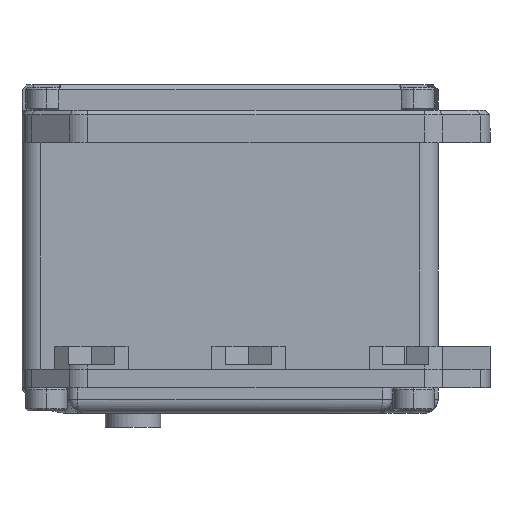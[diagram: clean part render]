
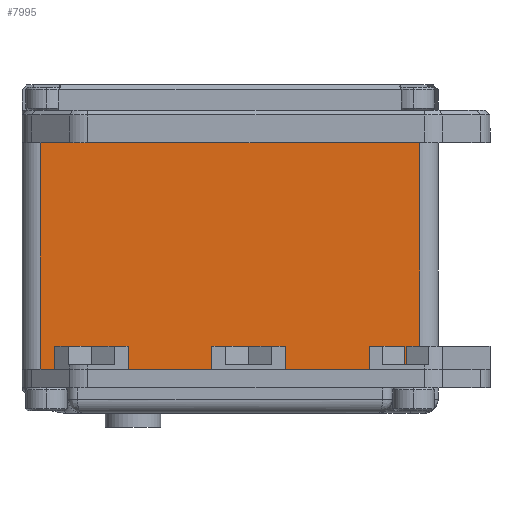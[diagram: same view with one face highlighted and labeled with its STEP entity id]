
A CAD part, left-side view. The second image highlights one B-rep face of the part: STEP entity #7995.
In plain terms, the highlighted planar face has unit normal (-1, 0, 0).
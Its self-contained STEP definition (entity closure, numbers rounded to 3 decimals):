
#386=PLANE('',#8715);
#1268=FACE_OUTER_BOUND('',#1770,.T.);
#1770=EDGE_LOOP('',(#7495,#7496,#7497,#7498,#7499,#7500,#7501,#7502,#7503,
#7504,#7505,#7506,#7507,#7508,#7509,#7510,#7511,#7512,#7513,#7514,#7515,
#7516));
#2183=LINE('',#24465,#2844);
#2192=LINE('',#24486,#2853);
#2197=LINE('',#24497,#2858);
#2202=LINE('',#24508,#2863);
#2207=LINE('',#24519,#2868);
#2212=LINE('',#24530,#2873);
#2239=LINE('',#24589,#2900);
#2266=LINE('',#24653,#2927);
#2270=LINE('',#24661,#2931);
#2307=LINE('',#24753,#2968);
#2313=LINE('',#24764,#2974);
#2376=LINE('',#24902,#3037);
#2389=LINE('',#24929,#3050);
#2390=LINE('',#24931,#3051);
#2392=LINE('',#24934,#3053);
#2415=LINE('',#24986,#3076);
#2416=LINE('',#24988,#3077);
#2418=LINE('',#24992,#3079);
#2419=LINE('',#24994,#3080);
#2428=LINE('',#25016,#3089);
#2433=LINE('',#25037,#3094);
#2434=LINE('',#25038,#3095);
#2844=VECTOR('',#10152,10.);
#2853=VECTOR('',#10165,10.);
#2858=VECTOR('',#10172,10.);
#2863=VECTOR('',#10179,10.);
#2868=VECTOR('',#10186,10.);
#2873=VECTOR('',#10193,10.);
#2900=VECTOR('',#10230,1.525);
#2927=VECTOR('',#10267,10.);
#2931=VECTOR('',#10271,9.05);
#2968=VECTOR('',#10360,2.5);
#2974=VECTOR('',#10372,10.);
#3037=VECTOR('',#10519,10.);
#3050=VECTOR('',#10550,10.);
#3051=VECTOR('',#10553,10.);
#3053=VECTOR('',#10557,10.);
#3076=VECTOR('',#10624,2.5);
#3077=VECTOR('',#10627,2.5);
#3079=VECTOR('',#10633,10.);
#3080=VECTOR('',#10636,10.);
#3089=VECTOR('',#10659,1.4);
#3094=VECTOR('',#10684,22.);
#3095=VECTOR('',#10685,26.);
#3892=VERTEX_POINT('',#24462);
#3893=VERTEX_POINT('',#24464);
#3902=VERTEX_POINT('',#24484);
#3903=VERTEX_POINT('',#24485);
#3907=VERTEX_POINT('',#24495);
#3908=VERTEX_POINT('',#24496);
#3912=VERTEX_POINT('',#24506);
#3913=VERTEX_POINT('',#24507);
#3917=VERTEX_POINT('',#24517);
#3918=VERTEX_POINT('',#24518);
#3922=VERTEX_POINT('',#24528);
#3923=VERTEX_POINT('',#24529);
#3949=VERTEX_POINT('',#24586);
#3950=VERTEX_POINT('',#24588);
#3981=VERTEX_POINT('',#24650);
#3982=VERTEX_POINT('',#24652);
#3985=VERTEX_POINT('',#24658);
#3986=VERTEX_POINT('',#24660);
#4049=VERTEX_POINT('',#24900);
#4050=VERTEX_POINT('',#24901);
#4067=VERTEX_POINT('',#25013);
#4068=VERTEX_POINT('',#25015);
#4937=EDGE_CURVE('',#3893,#3892,#2183,.T.);
#4947=EDGE_CURVE('',#3902,#3903,#2192,.T.);
#4952=EDGE_CURVE('',#3907,#3908,#2197,.T.);
#4957=EDGE_CURVE('',#3912,#3913,#2202,.T.);
#4962=EDGE_CURVE('',#3917,#3918,#2207,.T.);
#4967=EDGE_CURVE('',#3922,#3923,#2212,.T.);
#4994=EDGE_CURVE('',#3950,#3949,#2239,.T.);
#5026=EDGE_CURVE('',#3981,#3982,#2266,.T.);
#5030=EDGE_CURVE('',#3986,#3985,#2270,.T.);
#5082=EDGE_CURVE('',#3985,#3912,#2307,.T.);
#5088=EDGE_CURVE('',#3902,#3981,#2313,.T.);
#5157=EDGE_CURVE('',#4049,#4050,#2376,.T.);
#5172=EDGE_CURVE('',#3893,#4049,#2389,.T.);
#5173=EDGE_CURVE('',#4050,#3903,#2390,.T.);
#5175=EDGE_CURVE('',#3982,#3908,#2392,.T.);
#5200=EDGE_CURVE('',#3986,#3918,#2415,.T.);
#5201=EDGE_CURVE('',#3949,#3922,#2416,.T.);
#5203=EDGE_CURVE('',#3923,#3917,#2418,.T.);
#5204=EDGE_CURVE('',#3913,#3907,#2419,.T.);
#5214=EDGE_CURVE('',#4068,#4067,#2428,.T.);
#5226=EDGE_CURVE('',#3892,#4068,#2433,.T.);
#5227=EDGE_CURVE('',#4067,#3950,#2434,.T.);
#7495=ORIENTED_EDGE('',*,*,#4967,.T.);
#7496=ORIENTED_EDGE('',*,*,#5203,.T.);
#7497=ORIENTED_EDGE('',*,*,#4962,.T.);
#7498=ORIENTED_EDGE('',*,*,#5200,.F.);
#7499=ORIENTED_EDGE('',*,*,#5030,.T.);
#7500=ORIENTED_EDGE('',*,*,#5082,.T.);
#7501=ORIENTED_EDGE('',*,*,#4957,.T.);
#7502=ORIENTED_EDGE('',*,*,#5204,.T.);
#7503=ORIENTED_EDGE('',*,*,#4952,.T.);
#7504=ORIENTED_EDGE('',*,*,#5175,.F.);
#7505=ORIENTED_EDGE('',*,*,#5026,.F.);
#7506=ORIENTED_EDGE('',*,*,#5088,.F.);
#7507=ORIENTED_EDGE('',*,*,#4947,.T.);
#7508=ORIENTED_EDGE('',*,*,#5173,.F.);
#7509=ORIENTED_EDGE('',*,*,#5157,.F.);
#7510=ORIENTED_EDGE('',*,*,#5172,.F.);
#7511=ORIENTED_EDGE('',*,*,#4937,.T.);
#7512=ORIENTED_EDGE('',*,*,#5226,.T.);
#7513=ORIENTED_EDGE('',*,*,#5214,.T.);
#7514=ORIENTED_EDGE('',*,*,#5227,.T.);
#7515=ORIENTED_EDGE('',*,*,#4994,.T.);
#7516=ORIENTED_EDGE('',*,*,#5201,.T.);
#7995=ADVANCED_FACE('',(#1268),#386,.T.);
#8715=AXIS2_PLACEMENT_3D('',#25036,#10682,#10683);
#10152=DIRECTION('',(0.,-1.,0.));
#10165=DIRECTION('',(0.,-1.,0.));
#10172=DIRECTION('',(0.,-1.,0.));
#10179=DIRECTION('',(0.,-1.,0.));
#10186=DIRECTION('',(0.,-1.,0.));
#10193=DIRECTION('',(0.,-1.,0.));
#10230=DIRECTION('',(0.,-1.,0.));
#10267=DIRECTION('',(0.,1.,0.));
#10271=DIRECTION('',(0.,-1.,0.));
#10360=DIRECTION('',(0.,0.,1.));
#10372=DIRECTION('',(0.,0.,-1.));
#10519=DIRECTION('',(0.,1.,0.));
#10550=DIRECTION('',(0.,0.,-1.));
#10553=DIRECTION('',(0.,0.,1.));
#10557=DIRECTION('',(0.,0.,1.));
#10624=DIRECTION('',(0.,0.,1.));
#10627=DIRECTION('',(0.,0.,1.));
#10633=DIRECTION('',(0.,-1.,0.));
#10636=DIRECTION('',(0.,-1.,0.));
#10659=DIRECTION('',(0.,1.,0.));
#10682=DIRECTION('center_axis',(-1.,0.,0.));
#10683=DIRECTION('ref_axis',(0.,-1.,0.));
#10684=DIRECTION('',(0.,0.,1.));
#10685=DIRECTION('',(0.,0.,-1.));
#24462=CARTESIAN_POINT('',(-12.2,-31.,-10.5));
#24464=CARTESIAN_POINT('',(-12.2,-29.6,-10.5));
#24465=CARTESIAN_POINT('',(-12.2,-0.649,-10.5));
#24484=CARTESIAN_POINT('',(-12.2,-25.525,-10.5));
#24485=CARTESIAN_POINT('',(-12.2,-29.4,-10.5));
#24486=CARTESIAN_POINT('',(-12.2,-0.649,-10.5));
#24495=CARTESIAN_POINT('',(-12.2,-12.6,-10.5));
#24496=CARTESIAN_POINT('',(-12.2,-16.475,-10.5));
#24497=CARTESIAN_POINT('',(-12.2,-0.649,-10.5));
#24506=CARTESIAN_POINT('',(-12.2,-8.525,-10.5));
#24507=CARTESIAN_POINT('',(-12.2,-12.4,-10.5));
#24508=CARTESIAN_POINT('',(-12.2,-0.649,-10.5));
#24517=CARTESIAN_POINT('',(-12.2,4.4,-10.5));
#24518=CARTESIAN_POINT('',(-12.2,0.525,-10.5));
#24519=CARTESIAN_POINT('',(-12.2,-0.649,-10.5));
#24528=CARTESIAN_POINT('',(-12.2,8.475,-10.5));
#24529=CARTESIAN_POINT('',(-12.2,4.6,-10.5));
#24530=CARTESIAN_POINT('',(-12.2,-0.649,-10.5));
#24586=CARTESIAN_POINT('',(-12.2,8.475,-13.));
#24588=CARTESIAN_POINT('',(-12.2,10.,-13.));
#24589=CARTESIAN_POINT('',(-12.2,10.,-13.));
#24650=CARTESIAN_POINT('',(-12.2,-25.525,-13.));
#24652=CARTESIAN_POINT('',(-12.2,-16.475,-13.));
#24653=CARTESIAN_POINT('',(-12.2,6.,-13.));
#24658=CARTESIAN_POINT('',(-12.2,-8.525,-13.));
#24660=CARTESIAN_POINT('',(-12.2,0.525,-13.));
#24661=CARTESIAN_POINT('',(-12.2,0.525,-13.));
#24753=CARTESIAN_POINT('',(-12.2,-8.525,-13.));
#24764=CARTESIAN_POINT('',(-12.2,-25.525,-14.125));
#24900=CARTESIAN_POINT('',(-12.2,-29.6,-12.5));
#24901=CARTESIAN_POINT('',(-12.2,-29.4,-12.5));
#24902=CARTESIAN_POINT('',(-12.2,6.,-12.5));
#24929=CARTESIAN_POINT('',(-12.2,-29.6,-14.125));
#24931=CARTESIAN_POINT('',(-12.2,-29.4,-14.125));
#24934=CARTESIAN_POINT('',(-12.2,-16.475,-14.125));
#24986=CARTESIAN_POINT('',(-12.2,0.525,-13.));
#24988=CARTESIAN_POINT('',(-12.2,8.475,-13.));
#24992=CARTESIAN_POINT('',(-12.2,-0.649,-10.5));
#24994=CARTESIAN_POINT('',(-12.2,-0.649,-10.5));
#25013=CARTESIAN_POINT('',(-12.2,10.,11.5));
#25015=CARTESIAN_POINT('',(-12.2,-31.,11.5));
#25016=CARTESIAN_POINT('',(-12.2,-31.,11.5));
#25036=CARTESIAN_POINT('Origin',(-12.2,12.,-17.75));
#25037=CARTESIAN_POINT('',(-12.2,-31.,-10.5));
#25038=CARTESIAN_POINT('',(-12.2,10.,13.));
